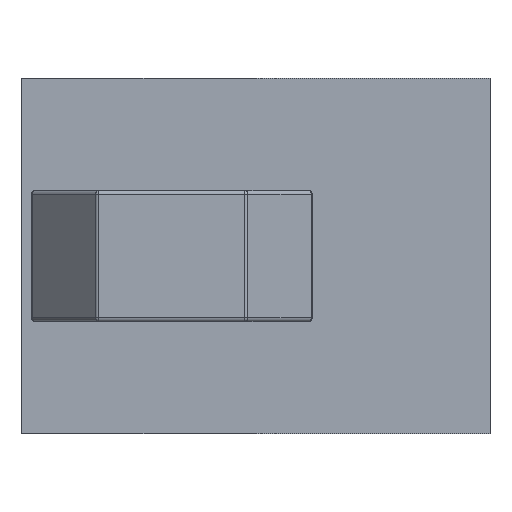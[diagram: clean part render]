
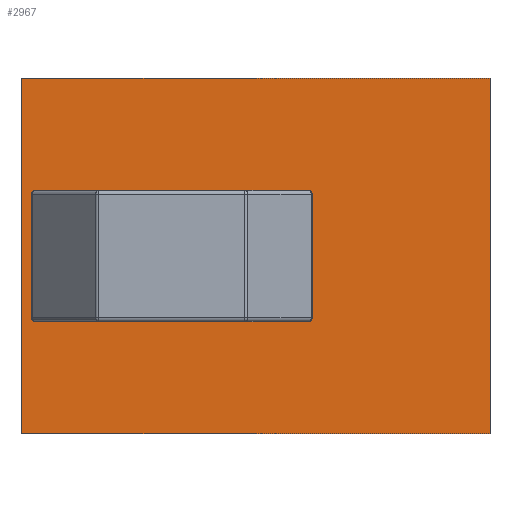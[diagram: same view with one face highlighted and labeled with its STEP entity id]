
A CAD part, front view. The second image highlights one B-rep face of the part: STEP entity #2967.
In plain terms, the highlighted planar face has unit normal (0, -1, 0).
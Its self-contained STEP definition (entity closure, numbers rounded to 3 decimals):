
#1137=CARTESIAN_POINT('',(4.0,0.0,9.0));
#1138=VERTEX_POINT('',#1137);
#1145=CARTESIAN_POINT('',(7.0,0.0,6.0));
#1146=VERTEX_POINT('',#1145);
#1147=CARTESIAN_POINT('',(7.0,0.,9.0));
#1148=DIRECTION('',(0.,1.0,0.));
#1149=DIRECTION('',(-0.707,0.,-0.707));
#1150=AXIS2_PLACEMENT_3D('',#1147,#1148,#1149);
#1151=CIRCLE('',#1150,3.0);
#1152=EDGE_CURVE('',#1138,#1146,#1151,.F.);
#1195=CARTESIAN_POINT('',(4.0,0.,13.));
#1196=VERTEX_POINT('',#1195);
#1203=CARTESIAN_POINT('',(4.0,0.0,9.));
#1204=DIRECTION('',(0.0,0.0,1.0));
#1205=VECTOR('',#1204,4.);
#1206=LINE('',#1203,#1205);
#1207=EDGE_CURVE('',#1138,#1196,#1206,.T.);
#1228=CARTESIAN_POINT('',(12.,0.0,10.));
#1229=VERTEX_POINT('',#1228);
#1236=CARTESIAN_POINT('',(9.,0.0,13.));
#1237=VERTEX_POINT('',#1236);
#1238=CARTESIAN_POINT('',(9.,0.,10.));
#1239=DIRECTION('',(0.,1.0,0.));
#1240=DIRECTION('',(0.707,0.,0.707));
#1241=AXIS2_PLACEMENT_3D('',#1238,#1239,#1240);
#1242=CIRCLE('',#1241,3.0);
#1243=EDGE_CURVE('',#1229,#1237,#1242,.F.);
#1286=CARTESIAN_POINT('',(12.,0.0,6.));
#1287=VERTEX_POINT('',#1286);
#1294=CARTESIAN_POINT('',(12.,0.0,10.));
#1295=DIRECTION('',(0.0,0.0,-1.0));
#1296=VECTOR('',#1295,4.);
#1297=LINE('',#1294,#1296);
#1298=EDGE_CURVE('',#1229,#1287,#1297,.T.);
#2169=CARTESIAN_POINT('',(12.,0.0,6.0));
#2170=DIRECTION('',(-1.0,0.0,0.0));
#2171=VECTOR('',#2170,5.);
#2172=LINE('',#2169,#2171);
#2173=EDGE_CURVE('',#1287,#1146,#2172,.T.);
#2278=CARTESIAN_POINT('',(4.0,0.0,13.));
#2279=DIRECTION('',(1.0,0.0,0.0));
#2280=VECTOR('',#2279,5.);
#2281=LINE('',#2278,#2280);
#2282=EDGE_CURVE('',#1196,#1237,#2281,.T.);
#2815=CARTESIAN_POINT('',(0.0,0.0,19.0));
#2816=VERTEX_POINT('',#2815);
#2823=CARTESIAN_POINT('',(25.0,0.0,19.0));
#2824=VERTEX_POINT('',#2823);
#2825=CARTESIAN_POINT('',(0.0,0.0,19.0));
#2826=DIRECTION('',(1.0,0.0,0.0));
#2827=VECTOR('',#2826,25.0);
#2828=LINE('',#2825,#2827);
#2829=EDGE_CURVE('',#2816,#2824,#2828,.T.);
#2846=CARTESIAN_POINT('',(25.0,0.0,0.0));
#2847=VERTEX_POINT('',#2846);
#2854=CARTESIAN_POINT('',(0.0,0.0,0.0));
#2855=VERTEX_POINT('',#2854);
#2856=CARTESIAN_POINT('',(0.0,0.0,0.0));
#2857=DIRECTION('',(1.0,0.0,0.0));
#2858=VECTOR('',#2857,25.0);
#2859=LINE('',#2856,#2858);
#2860=EDGE_CURVE('',#2855,#2847,#2859,.T.);
#2910=CARTESIAN_POINT('',(25.0,0.0,0.0));
#2911=DIRECTION('',(0.0,0.0,1.0));
#2912=VECTOR('',#2911,19.0);
#2913=LINE('',#2910,#2912);
#2914=EDGE_CURVE('',#2847,#2824,#2913,.T.);
#2931=CARTESIAN_POINT('',(0.0,0.0,0.0));
#2932=DIRECTION('',(0.0,0.0,1.0));
#2933=VECTOR('',#2932,19.0);
#2934=LINE('',#2931,#2933);
#2935=EDGE_CURVE('',#2855,#2816,#2934,.T.);
#2948=CARTESIAN_POINT('',(0.0,0.0,0.0));
#2949=DIRECTION('',(0.0,-1.0,0.0));
#2950=DIRECTION('',(1.0,0.0,0.0));
#2951=AXIS2_PLACEMENT_3D('',#2948,#2949,#2950);
#2952=PLANE('',#2951);
#2953=ORIENTED_EDGE('',*,*,#2860,.T.);
#2954=ORIENTED_EDGE('',*,*,#2914,.T.);
#2955=ORIENTED_EDGE('',*,*,#2829,.F.);
#2956=ORIENTED_EDGE('',*,*,#2935,.F.);
#2957=EDGE_LOOP('',(#2953,#2954,#2955,#2956));
#2958=FACE_OUTER_BOUND('',#2957,.T.);
#2959=ORIENTED_EDGE('',*,*,#1207,.T.);
#2960=ORIENTED_EDGE('',*,*,#2282,.T.);
#2961=ORIENTED_EDGE('',*,*,#1243,.F.);
#2962=ORIENTED_EDGE('',*,*,#1298,.T.);
#2963=ORIENTED_EDGE('',*,*,#2173,.T.);
#2964=ORIENTED_EDGE('',*,*,#1152,.F.);
#2965=EDGE_LOOP('',(#2959,#2960,#2961,#2962,#2963,#2964));
#2966=FACE_BOUND('',#2965,.T.);
#2967=ADVANCED_FACE('',(#2958,#2966),#2952,.T.);
